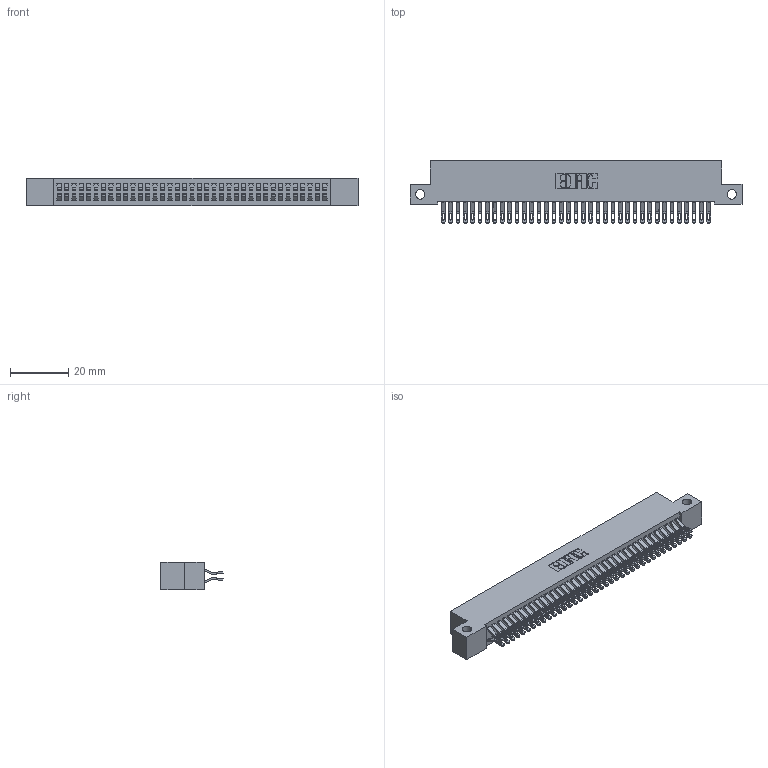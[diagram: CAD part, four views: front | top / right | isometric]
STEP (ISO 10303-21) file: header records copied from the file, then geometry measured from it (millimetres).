
FILE_DESCRIPTION (( 'STEP AP203' ), '1' );
FILE_NAME ('392-074-555-212.STEP', '2018-08-18T00:58:34', ( '' ), ( '' ), 'SwSTEP 2.0', 'SolidWorks 2016', '' );
FILE_SCHEMA (( 'CONFIG_CONTROL_DESIGN' ));
Length unit declared in the file: inch
Products named in the file (3): 342 Part_Side Mount; 345-292-001_555 Tail; 392-074-555-212
Assembly tree (75 placements, depth 2):
  392-074-555-212
    342 Part_Side Mount
    345-292-001_555 Tail  x74
Bounding box: 114.3 x 21.47 x 9.4 mm (x, y, z)
Volume: 10377.9 mm3; surface area: 17325.6 mm2
Topology: 75 solids, 75 shells, 4402 faces, 13841 edges, 9226 vertices
Faces by surface type: plane 2582, cylinder 1820
Entity records: 24647 total; most frequent: CARTESIAN_POINT 4124, ORIENTED_EDGE 4030, DIRECTION 3503, EDGE_CURVE 2015, VECTOR 1867, LINE 1867, VERTEX_POINT 1342, AXIS2_PLACEMENT_3D 818
